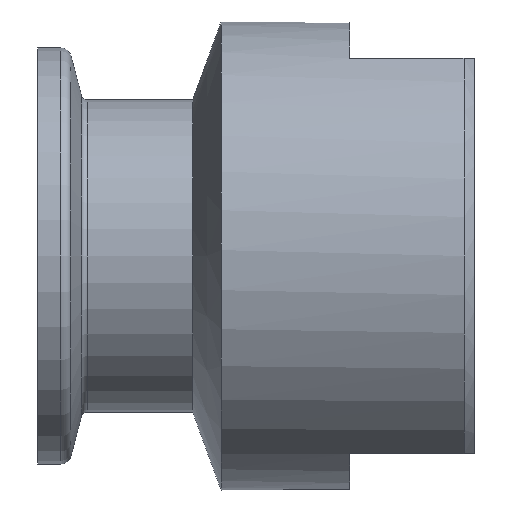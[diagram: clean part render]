
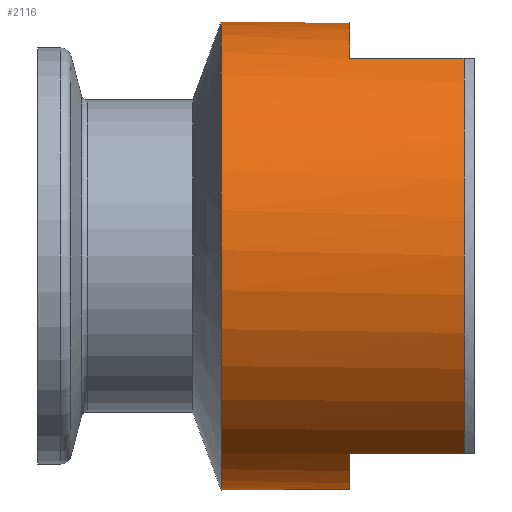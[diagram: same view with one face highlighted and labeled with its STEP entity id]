
A CAD part, front view. The second image highlights one B-rep face of the part: STEP entity #2116.
In plain terms, the highlighted cylindrical face has radius 22.5 mm (diameter 45 mm), a full revolution.
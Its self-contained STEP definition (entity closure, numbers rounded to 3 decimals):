
#149 = AXIS2_PLACEMENT_3D ( 'NONE', #9190, #9931, #9116 ) ;
#369 = DIRECTION ( 'NONE',  ( 1., 0., 0. ) ) ;
#386 = VECTOR ( 'NONE', #8117, 1000. ) ;
#681 = ORIENTED_EDGE ( 'NONE', *, *, #3861, .T. ) ;
#801 = DIRECTION ( 'NONE',  ( -1., 0., 0. ) ) ;
#1252 = DIRECTION ( 'NONE',  ( 0., 0., -1. ) ) ;
#1315 = EDGE_CURVE ( 'NONE', #11020, #9228, #1354, .T. ) ;
#1333 = AXIS2_PLACEMENT_3D ( 'NONE', #3563, #801, #11377 ) ;
#1354 = LINE ( 'NONE', #10836, #10443 ) ;
#1616 = CIRCLE ( 'NONE', #4825, 22.5 ) ;
#1913 = CARTESIAN_POINT ( 'NONE',  ( 30., -12.052, 19. ) ) ;
#1974 = ORIENTED_EDGE ( 'NONE', *, *, #7212, .T. ) ;
#2040 = DIRECTION ( 'NONE',  ( -1., 0., 0. ) ) ;
#2116 = ADVANCED_FACE ( 'NONE', ( #5200, #8764 ), #8918, .T. ) ;
#2206 = LINE ( 'NONE', #10210, #10465 ) ;
#2218 = VERTEX_POINT ( 'NONE', #9184 ) ;
#2289 = EDGE_CURVE ( 'NONE', #3039, #11330, #1616, .T. ) ;
#2332 = CARTESIAN_POINT ( 'NONE',  ( 30., 12.052, -19. ) ) ;
#2494 = EDGE_CURVE ( 'NONE', #7233, #7233, #3819, .T. ) ;
#2516 = EDGE_CURVE ( 'NONE', #2597, #11330, #7257, .T. ) ;
#2575 = CIRCLE ( 'NONE', #7059, 22.5 ) ;
#2597 = VERTEX_POINT ( 'NONE', #1913 ) ;
#3039 = VERTEX_POINT ( 'NONE', #3622 ) ;
#3563 = CARTESIAN_POINT ( 'NONE',  ( 30., 0., 0. ) ) ;
#3598 = DIRECTION ( 'NONE',  ( -1., 0., 0. ) ) ;
#3622 = CARTESIAN_POINT ( 'NONE',  ( 41., -12.052, -19. ) ) ;
#3810 = CIRCLE ( 'NONE', #1333, 22.5 ) ;
#3819 = CIRCLE ( 'NONE', #9067, 22.5 ) ;
#3861 = EDGE_CURVE ( 'NONE', #2597, #6927, #7273, .T. ) ;
#3909 = EDGE_CURVE ( 'NONE', #6927, #8805, #6873, .T. ) ;
#4009 = ORIENTED_EDGE ( 'NONE', *, *, #1315, .F. ) ;
#4133 = EDGE_CURVE ( 'NONE', #2218, #3039, #2206, .T. ) ;
#4668 = ORIENTED_EDGE ( 'NONE', *, *, #2516, .F. ) ;
#4825 = AXIS2_PLACEMENT_3D ( 'NONE', #8876, #3598, #10662 ) ;
#5096 = VECTOR ( 'NONE', #8185, 1000. ) ;
#5115 = ORIENTED_EDGE ( 'NONE', *, *, #3909, .T. ) ;
#5200 = FACE_OUTER_BOUND ( 'NONE', #9915, .T. ) ;
#5512 = DIRECTION ( 'NONE',  ( 1., 0., 0. ) ) ;
#5536 = CARTESIAN_POINT ( 'NONE',  ( 14., 0., 0. ) ) ;
#5586 = CARTESIAN_POINT ( 'NONE',  ( 30., 12.052, 19. ) ) ;
#5745 = DIRECTION ( 'NONE',  ( 1., 0., 0. ) ) ;
#6273 = CARTESIAN_POINT ( 'NONE',  ( 41., 0., 0. ) ) ;
#6307 = ORIENTED_EDGE ( 'NONE', *, *, #2494, .T. ) ;
#6346 = CARTESIAN_POINT ( 'NONE',  ( 30., -12.052, 19. ) ) ;
#6382 = CARTESIAN_POINT ( 'NONE',  ( 17.64, 0., 0. ) ) ;
#6873 = LINE ( 'NONE', #5586, #5096 ) ;
#6927 = VERTEX_POINT ( 'NONE', #10190 ) ;
#7059 = AXIS2_PLACEMENT_3D ( 'NONE', #6273, #2040, #9172 ) ;
#7181 = DIRECTION ( 'NONE',  ( 0., 0., 1. ) ) ;
#7212 = EDGE_CURVE ( 'NONE', #11020, #2218, #3810, .T. ) ;
#7233 = VERTEX_POINT ( 'NONE', #7769 ) ;
#7257 = LINE ( 'NONE', #6346, #386 ) ;
#7273 = CIRCLE ( 'NONE', #149, 22.5 ) ;
#7365 = DIRECTION ( 'NONE',  ( 1., 0., 0. ) ) ;
#7562 = AXIS2_PLACEMENT_3D ( 'NONE', #5536, #369, #1252 ) ;
#7769 = CARTESIAN_POINT ( 'NONE',  ( 17.64, 0., 22.5 ) ) ;
#7978 = CARTESIAN_POINT ( 'NONE',  ( 41., 12.052, -19. ) ) ;
#8117 = DIRECTION ( 'NONE',  ( 1., 0., 0. ) ) ;
#8185 = DIRECTION ( 'NONE',  ( 1., 0., 0. ) ) ;
#8393 = ORIENTED_EDGE ( 'NONE', *, *, #4133, .T. ) ;
#8454 = ORIENTED_EDGE ( 'NONE', *, *, #2289, .T. ) ;
#8616 = EDGE_CURVE ( 'NONE', #8805, #9228, #2575, .T. ) ;
#8764 = FACE_OUTER_BOUND ( 'NONE', #11285, .T. ) ;
#8765 = CARTESIAN_POINT ( 'NONE',  ( 41., 12.052, 19. ) ) ;
#8805 = VERTEX_POINT ( 'NONE', #8765 ) ;
#8876 = CARTESIAN_POINT ( 'NONE',  ( 41., 0., 0. ) ) ;
#8918 = CYLINDRICAL_SURFACE ( 'NONE', #7562, 22.5 ) ;
#9067 = AXIS2_PLACEMENT_3D ( 'NONE', #6382, #5512, #7181 ) ;
#9116 = DIRECTION ( 'NONE',  ( 0., 0., -1. ) ) ;
#9172 = DIRECTION ( 'NONE',  ( 0., 0., -1. ) ) ;
#9184 = CARTESIAN_POINT ( 'NONE',  ( 30., -12.052, -19. ) ) ;
#9190 = CARTESIAN_POINT ( 'NONE',  ( 30., 0., 0. ) ) ;
#9228 = VERTEX_POINT ( 'NONE', #7978 ) ;
#9915 = EDGE_LOOP ( 'NONE', ( #6307 ) ) ;
#9931 = DIRECTION ( 'NONE',  ( -1., 0., 0. ) ) ;
#10190 = CARTESIAN_POINT ( 'NONE',  ( 30., 12.052, 19. ) ) ;
#10210 = CARTESIAN_POINT ( 'NONE',  ( 30., -12.052, -19. ) ) ;
#10233 = CARTESIAN_POINT ( 'NONE',  ( 41., -12.052, 19. ) ) ;
#10443 = VECTOR ( 'NONE', #7365, 1000. ) ;
#10451 = ORIENTED_EDGE ( 'NONE', *, *, #8616, .T. ) ;
#10465 = VECTOR ( 'NONE', #5745, 1000. ) ;
#10662 = DIRECTION ( 'NONE',  ( 0., 0., -1. ) ) ;
#10836 = CARTESIAN_POINT ( 'NONE',  ( 30., 12.052, -19. ) ) ;
#11020 = VERTEX_POINT ( 'NONE', #2332 ) ;
#11285 = EDGE_LOOP ( 'NONE', ( #8393, #8454, #4668, #681, #5115, #10451, #4009, #1974 ) ) ;
#11330 = VERTEX_POINT ( 'NONE', #10233 ) ;
#11377 = DIRECTION ( 'NONE',  ( 0., 0., 1. ) ) ;
